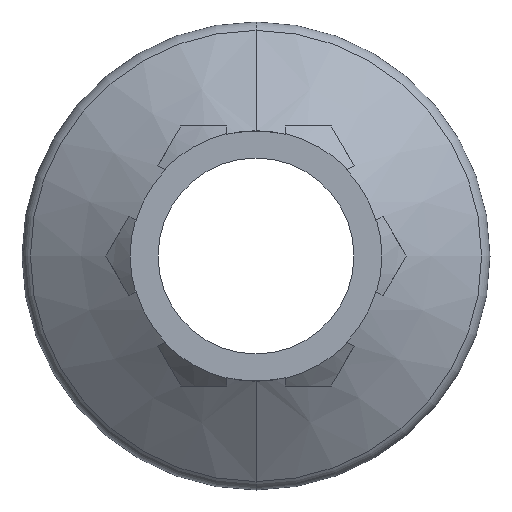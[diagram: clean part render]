
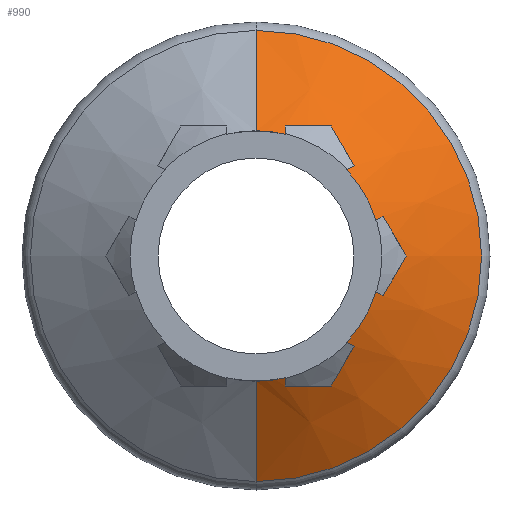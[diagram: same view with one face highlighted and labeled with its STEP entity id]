
A CAD part, front view. The second image highlights one B-rep face of the part: STEP entity #990.
In plain terms, the highlighted conical face has half-angle 55 degrees and reference radius 3.615 mm.
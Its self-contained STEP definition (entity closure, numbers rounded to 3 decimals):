
#120=CARTESIAN_POINT('',(0.6,3.715,2.51));
#121=CARTESIAN_POINT('',(0.6,3.734,2.538));
#122=CARTESIAN_POINT('',(0.6,3.772,2.594));
#123=CARTESIAN_POINT('',(0.6,3.812,2.651));
#124=CARTESIAN_POINT('',(0.6,3.831,2.68));
#132=CARTESIAN_POINT('',(0.,3.715,0.));
#133=DIRECTION('',(0.,1.,0.));
#134=DIRECTION('',(0.,0.,1.));
#135=AXIS2_PLACEMENT_3D('',#132,#133,#134);
#137=CARTESIAN_POINT('',(0.,3.715,0.));
#138=DIRECTION('',(0.,1.,0.));
#139=DIRECTION('',(0.233,0.,-0.973));
#140=AXIS2_PLACEMENT_3D('',#137,#138,#139);
#142=CARTESIAN_POINT('',(0.,3.715,0.));
#143=DIRECTION('',(0.,1.,0.));
#144=DIRECTION('',(0.959,0.,-0.285));
#145=AXIS2_PLACEMENT_3D('',#142,#143,#144);
#147=CARTESIAN_POINT('',(0.,3.715,0.));
#148=DIRECTION('',(0.,1.,0.));
#149=DIRECTION('',(0.726,0.,0.688));
#150=AXIS2_PLACEMENT_3D('',#147,#148,#149);
#152=CARTESIAN_POINT('',(1.548,4.075,2.68));
#153=CARTESIAN_POINT('',(1.436,4.036,2.68));
#154=CARTESIAN_POINT('',(1.217,3.966,2.68));
#155=CARTESIAN_POINT('',(0.906,3.886,2.68));
#156=CARTESIAN_POINT('',(0.701,3.847,2.68));
#157=CARTESIAN_POINT('',(0.6,3.831,2.68));
#192=CARTESIAN_POINT('',(3.095,4.075,0.));
#193=CARTESIAN_POINT('',(3.039,4.036,0.097));
#194=CARTESIAN_POINT('',(2.929,3.966,0.287));
#195=CARTESIAN_POINT('',(2.774,3.885,0.557));
#196=CARTESIAN_POINT('',(2.672,3.847,0.733));
#197=CARTESIAN_POINT('',(2.621,3.831,0.821));
#210=CARTESIAN_POINT('',(2.021,3.831,1.86));
#211=CARTESIAN_POINT('',(1.971,3.847,1.947));
#212=CARTESIAN_POINT('',(1.869,3.885,2.124));
#213=CARTESIAN_POINT('',(1.713,3.966,2.393));
#214=CARTESIAN_POINT('',(1.604,4.036,2.583));
#215=CARTESIAN_POINT('',(1.548,4.075,2.68));
#232=CARTESIAN_POINT('',(1.548,4.075,-2.68));
#233=CARTESIAN_POINT('',(1.604,4.036,-2.583));
#234=CARTESIAN_POINT('',(1.713,3.966,-2.393));
#235=CARTESIAN_POINT('',(1.869,3.885,-2.124));
#236=CARTESIAN_POINT('',(1.971,3.847,-1.947));
#237=CARTESIAN_POINT('',(2.021,3.831,-1.86));
#250=CARTESIAN_POINT('',(2.621,3.831,-0.821));
#251=CARTESIAN_POINT('',(2.672,3.847,-0.733));
#252=CARTESIAN_POINT('',(2.774,3.885,-0.556));
#253=CARTESIAN_POINT('',(2.929,3.966,-0.287));
#254=CARTESIAN_POINT('',(3.039,4.036,-0.097));
#255=CARTESIAN_POINT('',(3.095,4.075,0.));
#272=CARTESIAN_POINT('',(0.6,3.831,-2.68));
#273=CARTESIAN_POINT('',(0.702,3.847,-2.68));
#274=CARTESIAN_POINT('',(0.908,3.886,-2.68));
#275=CARTESIAN_POINT('',(1.219,3.967,-2.68));
#276=CARTESIAN_POINT('',(1.437,4.036,-2.68));
#277=CARTESIAN_POINT('',(1.548,4.075,-2.68));
#312=CARTESIAN_POINT('',(0.6,3.831,-2.68));
#313=CARTESIAN_POINT('',(0.6,3.812,-2.651));
#314=CARTESIAN_POINT('',(0.6,3.772,-2.594));
#315=CARTESIAN_POINT('',(0.6,3.734,-2.538));
#316=CARTESIAN_POINT('',(0.6,3.715,-2.51));
#347=DIRECTION('',(0.,0.574,-0.819));
#348=VECTOR('',#347,2.527);
#349=CARTESIAN_POINT('',(0.,3.715,-2.58));
#350=LINE('',#349,#348);
#351=DIRECTION('',(0.,0.574,0.819));
#352=VECTOR('',#351,2.527);
#353=CARTESIAN_POINT('',(0.,3.715,2.58));
#354=LINE('',#353,#352);
#531=CARTESIAN_POINT('',(0.,5.164,0.));
#532=DIRECTION('',(0.,-1.,0.));
#533=DIRECTION('',(0.,0.,-1.));
#534=AXIS2_PLACEMENT_3D('',#531,#532,#533);
#584=CARTESIAN_POINT('',(1.873,3.715,-1.774));
#585=CARTESIAN_POINT('',(1.898,3.734,-1.788));
#586=CARTESIAN_POINT('',(1.946,3.772,-1.817));
#587=CARTESIAN_POINT('',(1.996,3.812,-1.845));
#588=CARTESIAN_POINT('',(2.021,3.831,-1.86));
#600=CARTESIAN_POINT('',(2.621,3.831,-0.821));
#601=CARTESIAN_POINT('',(2.596,3.812,-0.806));
#602=CARTESIAN_POINT('',(2.546,3.772,-0.777));
#603=CARTESIAN_POINT('',(2.498,3.734,-0.749));
#604=CARTESIAN_POINT('',(2.473,3.715,-0.735));
#616=CARTESIAN_POINT('',(2.473,3.715,0.735));
#617=CARTESIAN_POINT('',(2.498,3.734,0.749));
#618=CARTESIAN_POINT('',(2.546,3.772,0.777));
#619=CARTESIAN_POINT('',(2.596,3.812,0.806));
#620=CARTESIAN_POINT('',(2.621,3.831,0.821));
#632=CARTESIAN_POINT('',(2.021,3.831,1.86));
#633=CARTESIAN_POINT('',(1.996,3.812,1.845));
#634=CARTESIAN_POINT('',(1.946,3.772,1.817));
#635=CARTESIAN_POINT('',(1.898,3.734,1.788));
#636=CARTESIAN_POINT('',(1.873,3.715,1.774));
#710=CARTESIAN_POINT('',(0.,5.164,-4.65));
#712=VERTEX_POINT('',#710);
#714=CARTESIAN_POINT('',(0.,5.164,4.65));
#716=VERTEX_POINT('',#714);
#722=VERTEX_POINT('',#152);
#723=VERTEX_POINT('',#157);
#725=VERTEX_POINT('',#192);
#726=VERTEX_POINT('',#197);
#727=VERTEX_POINT('',#210);
#728=VERTEX_POINT('',#232);
#729=VERTEX_POINT('',#237);
#730=VERTEX_POINT('',#250);
#731=VERTEX_POINT('',#272);
#742=VERTEX_POINT('',#616);
#743=CARTESIAN_POINT('',(1.873,3.715,1.774));
#744=VERTEX_POINT('',#743);
#745=VERTEX_POINT('',#584);
#746=CARTESIAN_POINT('',(2.473,3.715,-0.735));
#747=VERTEX_POINT('',#746);
#748=VERTEX_POINT('',#120);
#749=CARTESIAN_POINT('',(0.,3.715,2.58));
#750=VERTEX_POINT('',#749);
#754=CARTESIAN_POINT('',(0.6,3.715,-2.51));
#755=CARTESIAN_POINT('',(0.,3.715,-2.58));
#756=VERTEX_POINT('',#754);
#757=VERTEX_POINT('',#755);
#946=CARTESIAN_POINT('',(0.,4.439,0.));
#947=DIRECTION('',(0.,1.,0.));
#948=DIRECTION('',(0.,0.,-1.));
#949=AXIS2_PLACEMENT_3D('',#946,#947,#948);
#950=CONICAL_SURFACE('',#949,3.615,55.);
#952=ORIENTED_EDGE('',*,*,#951,.T.);
#953=ORIENTED_EDGE('',*,*,#935,.F.);
#955=ORIENTED_EDGE('',*,*,#954,.F.);
#957=ORIENTED_EDGE('',*,*,#956,.T.);
#959=ORIENTED_EDGE('',*,*,#958,.F.);
#961=ORIENTED_EDGE('',*,*,#960,.F.);
#963=ORIENTED_EDGE('',*,*,#962,.F.);
#965=ORIENTED_EDGE('',*,*,#964,.F.);
#967=ORIENTED_EDGE('',*,*,#966,.T.);
#969=ORIENTED_EDGE('',*,*,#968,.T.);
#971=ORIENTED_EDGE('',*,*,#970,.F.);
#973=ORIENTED_EDGE('',*,*,#972,.F.);
#975=ORIENTED_EDGE('',*,*,#974,.F.);
#977=ORIENTED_EDGE('',*,*,#976,.T.);
#979=ORIENTED_EDGE('',*,*,#978,.T.);
#981=ORIENTED_EDGE('',*,*,#980,.F.);
#983=ORIENTED_EDGE('',*,*,#982,.F.);
#985=ORIENTED_EDGE('',*,*,#984,.F.);
#987=ORIENTED_EDGE('',*,*,#986,.T.);
#988=EDGE_LOOP('',(#952,#953,#955,#957,#959,#961,#963,#965,#967,#969,#971,#973,
#975,#977,#979,#981,#983,#985,#987));
#989=FACE_OUTER_BOUND('',#988,.F.);
#990=ADVANCED_FACE('',(#989),#950,.T.);
#125=B_SPLINE_CURVE_WITH_KNOTS('',3,(#120,#121,#122,#123,#124),.UNSPECIFIED.,
.F.,.F.,(4,1,4),(0.,0.5,1.),.UNSPECIFIED.);
#136=CIRCLE('',#135,2.58);
#141=CIRCLE('',#140,2.58);
#146=CIRCLE('',#145,2.58);
#151=CIRCLE('',#150,2.58);
#158=B_SPLINE_CURVE_WITH_KNOTS('',3,(#152,#153,#154,#155,#156,#157),
.UNSPECIFIED.,.F.,.F.,(4,1,1,4),(0.,0.333,0.667,1.),
.UNSPECIFIED.);
#198=B_SPLINE_CURVE_WITH_KNOTS('',3,(#192,#193,#194,#195,#196,#197),
.UNSPECIFIED.,.F.,.F.,(4,1,1,4),(0.,0.333,0.667,1.),
.UNSPECIFIED.);
#216=B_SPLINE_CURVE_WITH_KNOTS('',3,(#210,#211,#212,#213,#214,#215),
.UNSPECIFIED.,.F.,.F.,(4,1,1,4),(0.,0.333,0.667,1.),
.UNSPECIFIED.);
#238=B_SPLINE_CURVE_WITH_KNOTS('',3,(#232,#233,#234,#235,#236,#237),
.UNSPECIFIED.,.F.,.F.,(4,1,1,4),(0.,0.333,0.667,1.),
.UNSPECIFIED.);
#256=B_SPLINE_CURVE_WITH_KNOTS('',3,(#250,#251,#252,#253,#254,#255),
.UNSPECIFIED.,.F.,.F.,(4,1,1,4),(0.,0.333,0.667,1.),
.UNSPECIFIED.);
#278=B_SPLINE_CURVE_WITH_KNOTS('',3,(#272,#273,#274,#275,#276,#277),
.UNSPECIFIED.,.F.,.F.,(4,1,1,4),(0.,0.333,0.667,1.),
.UNSPECIFIED.);
#317=B_SPLINE_CURVE_WITH_KNOTS('',3,(#312,#313,#314,#315,#316),.UNSPECIFIED.,
.F.,.F.,(4,1,4),(0.,0.5,1.),.UNSPECIFIED.);
#535=CIRCLE('',#534,4.65);
#589=B_SPLINE_CURVE_WITH_KNOTS('',3,(#584,#585,#586,#587,#588),.UNSPECIFIED.,
.F.,.F.,(4,1,4),(0.,0.5,1.),.UNSPECIFIED.);
#605=B_SPLINE_CURVE_WITH_KNOTS('',3,(#600,#601,#602,#603,#604),.UNSPECIFIED.,
.F.,.F.,(4,1,4),(0.,0.5,1.),.UNSPECIFIED.);
#621=B_SPLINE_CURVE_WITH_KNOTS('',3,(#616,#617,#618,#619,#620),.UNSPECIFIED.,
.F.,.F.,(4,1,4),(0.,0.5,1.),.UNSPECIFIED.);
#637=B_SPLINE_CURVE_WITH_KNOTS('',3,(#632,#633,#634,#635,#636),.UNSPECIFIED.,
.F.,.F.,(4,1,4),(0.,0.5,1.),.UNSPECIFIED.);
#935=EDGE_CURVE('',#748,#723,#125,.T.);
#951=EDGE_CURVE('',#722,#723,#158,.T.);
#954=EDGE_CURVE('',#750,#748,#136,.T.);
#956=EDGE_CURVE('',#750,#716,#354,.T.);
#958=EDGE_CURVE('',#712,#716,#535,.T.);
#960=EDGE_CURVE('',#757,#712,#350,.T.);
#962=EDGE_CURVE('',#756,#757,#141,.T.);
#964=EDGE_CURVE('',#731,#756,#317,.T.);
#966=EDGE_CURVE('',#731,#728,#278,.T.);
#968=EDGE_CURVE('',#728,#729,#238,.T.);
#970=EDGE_CURVE('',#745,#729,#589,.T.);
#972=EDGE_CURVE('',#747,#745,#146,.T.);
#974=EDGE_CURVE('',#730,#747,#605,.T.);
#976=EDGE_CURVE('',#730,#725,#256,.T.);
#978=EDGE_CURVE('',#725,#726,#198,.T.);
#980=EDGE_CURVE('',#742,#726,#621,.T.);
#982=EDGE_CURVE('',#744,#742,#151,.T.);
#984=EDGE_CURVE('',#727,#744,#637,.T.);
#986=EDGE_CURVE('',#727,#722,#216,.T.);
